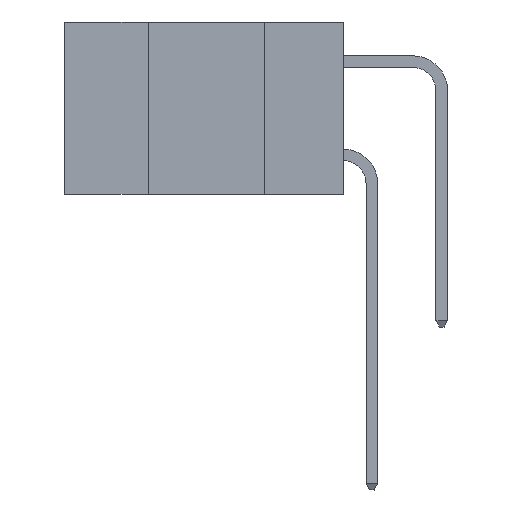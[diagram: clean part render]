
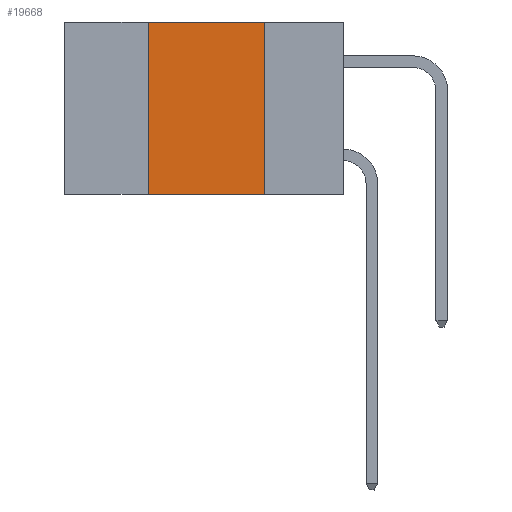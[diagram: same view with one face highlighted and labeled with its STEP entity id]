
A CAD part, left-side view. The second image highlights one B-rep face of the part: STEP entity #19668.
In plain terms, the highlighted planar face has unit normal (-1, 0, 0).
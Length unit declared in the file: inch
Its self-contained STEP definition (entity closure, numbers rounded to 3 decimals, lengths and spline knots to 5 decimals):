
#1838 = EDGE_LOOP ( 'NONE', ( #18886, #20033, #11880, #4352 ) ) ;
#3375 = VECTOR ( 'NONE', #20512, 39.37008 ) ;
#3916 = CARTESIAN_POINT ( 'NONE',  ( 0., 0.17, 0. ) ) ;
#4352 = ORIENTED_EDGE ( 'NONE', *, *, #11132, .T. ) ;
#6552 = CARTESIAN_POINT ( 'NONE',  ( 0., 0.17, -0.37 ) ) ;
#7056 = DIRECTION ( 'NONE',  ( 1., 0., 0. ) ) ;
#7513 = CARTESIAN_POINT ( 'NONE',  ( 0., 0.6, -0.37 ) ) ;
#8210 = LINE ( 'NONE', #8776, #14272 ) ;
#8776 = CARTESIAN_POINT ( 'NONE',  ( 0., 0.6, 0. ) ) ;
#8787 = CARTESIAN_POINT ( 'NONE',  ( 0., 0.42, -0.37 ) ) ;
#9092 = DIRECTION ( 'NONE',  ( 0., 0., -1. ) ) ;
#9429 = VECTOR ( 'NONE', #9092, 39.37008 ) ;
#10176 = VECTOR ( 'NONE', #13085, 39.37008 ) ;
#11132 = EDGE_CURVE ( 'NONE', #23764, #20613, #14510, .T. ) ;
#11880 = ORIENTED_EDGE ( 'NONE', *, *, #13621, .F. ) ;
#13085 = DIRECTION ( 'NONE',  ( 0., -1., 0. ) ) ;
#13274 = LINE ( 'NONE', #22358, #3375 ) ;
#13621 = EDGE_CURVE ( 'NONE', #23764, #18813, #13274, .T. ) ;
#14272 = VECTOR ( 'NONE', #21754, 39.37008 ) ;
#14510 = LINE ( 'NONE', #7513, #10176 ) ;
#14852 = EDGE_CURVE ( 'NONE', #18695, #20613, #19292, .T. ) ;
#14864 = FACE_OUTER_BOUND ( 'NONE', #1838, .T. ) ;
#15531 = AXIS2_PLACEMENT_3D ( 'NONE', #23650, #7056, #20029 ) ;
#16961 = EDGE_CURVE ( 'NONE', #18813, #18695, #8210, .T. ) ;
#18159 = PLANE ( 'NONE',  #15531 ) ;
#18695 = VERTEX_POINT ( 'NONE', #3916 ) ;
#18813 = VERTEX_POINT ( 'NONE', #19098 ) ;
#18886 = ORIENTED_EDGE ( 'NONE', *, *, #14852, .F. ) ;
#19098 = CARTESIAN_POINT ( 'NONE',  ( 0., 0.42, 0. ) ) ;
#19292 = LINE ( 'NONE', #23906, #9429 ) ;
#19668 = ADVANCED_FACE ( 'NONE', ( #14864 ), #18159, .F. ) ;
#20029 = DIRECTION ( 'NONE',  ( 0., 0., -1. ) ) ;
#20033 = ORIENTED_EDGE ( 'NONE', *, *, #16961, .F. ) ;
#20512 = DIRECTION ( 'NONE',  ( 0., 0., 1. ) ) ;
#20613 = VERTEX_POINT ( 'NONE', #6552 ) ;
#21754 = DIRECTION ( 'NONE',  ( 0., -1., 0. ) ) ;
#22358 = CARTESIAN_POINT ( 'NONE',  ( 0., 0.42, 0. ) ) ;
#23650 = CARTESIAN_POINT ( 'NONE',  ( 0., 0.6, 0. ) ) ;
#23764 = VERTEX_POINT ( 'NONE', #8787 ) ;
#23906 = CARTESIAN_POINT ( 'NONE',  ( 0., 0.17, 0. ) ) ;
